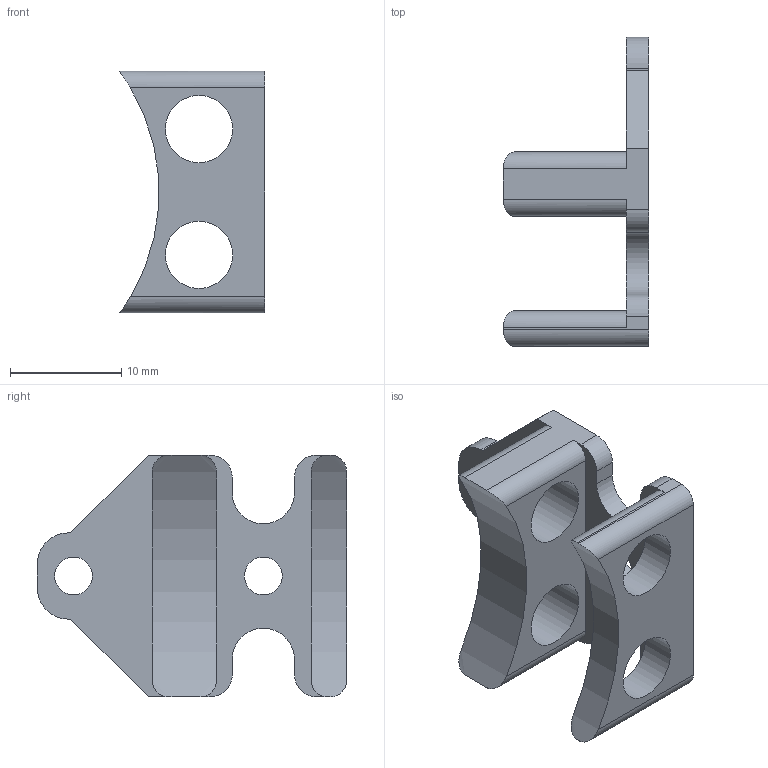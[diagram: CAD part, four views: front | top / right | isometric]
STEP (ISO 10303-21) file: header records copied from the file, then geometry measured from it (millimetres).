
FILE_DESCRIPTION(('FreeCAD Model'),'2;1');
FILE_NAME('Open CASCADE Shape Model','2021-07-08T14:05:56',('Author'),( ''),'Open CASCADE STEP processor 7.4','FreeCAD','Unknown');
FILE_SCHEMA(('AUTOMOTIVE_DESIGN { 1 0 10303 214 1 1 1 1 }'));
Length unit declared in the file: millimetre
Products named in the file (1): Body002
Bounding box: 13.09 x 27.84 x 21.77 mm (x, y, z)
Volume: 1987.3 mm3; surface area: 2122 mm2
Topology: 1 solids, 1 shells, 44 faces, 126 edges, 84 vertices
Faces by surface type: plane 20, cylinder 20, bspline 4
Full cylindrical faces by diameter (mm): 3.4 x2, 6.038 x4
Entity records: 4614 total; most frequent: CARTESIAN_POINT 2187, DIRECTION 412, ORIENTED_EDGE 252, PCURVE 252, DEFINITIONAL_REPRESENTATION 252, LINE 250, VECTOR 250, EDGE_CURVE 126
